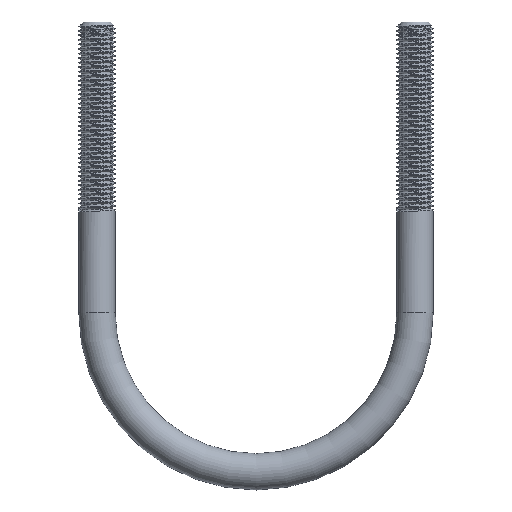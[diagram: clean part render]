
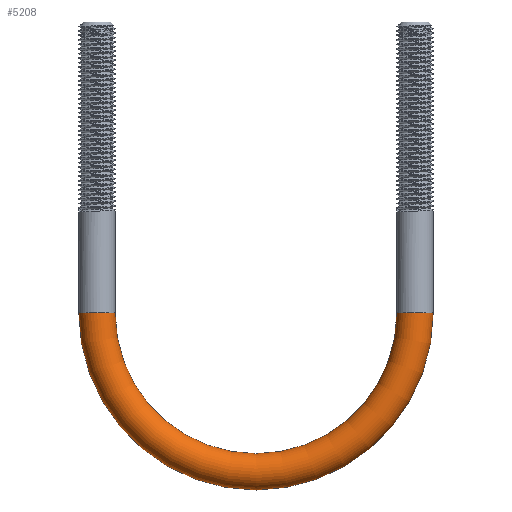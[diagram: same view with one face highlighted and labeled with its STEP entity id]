
A CAD part, front view. The second image highlights one B-rep face of the part: STEP entity #5208.
In plain terms, the highlighted toroidal (fillet/blend) face has major radius 35 mm and minor radius 4 mm.
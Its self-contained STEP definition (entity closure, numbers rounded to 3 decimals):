
#614 = AXIS2_PLACEMENT_3D ( 'NONE', #9759, #15421, #15329 ) ;
#894 = CARTESIAN_POINT ( 'NONE',  ( -12.5, 0., -135.642 ) ) ;
#943 = EDGE_CURVE ( 'NONE', #7602, #6224, #1495, .T. ) ;
#1495 = CIRCLE ( 'NONE', #3910, 4. ) ;
#1746 = ORIENTED_EDGE ( 'NONE', *, *, #18023, .F. ) ;
#2036 = CIRCLE ( 'NONE', #3506, 31. ) ;
#2262 = EDGE_CURVE ( 'NONE', #2898, #17633, #12374, .T. ) ;
#2898 = VERTEX_POINT ( 'NONE', #6791 ) ;
#3342 = CARTESIAN_POINT ( 'NONE',  ( 57.5, 0., -135.642 ) ) ;
#3506 = AXIS2_PLACEMENT_3D ( 'NONE', #9735, #12383, #6632 ) ;
#3910 = AXIS2_PLACEMENT_3D ( 'NONE', #8556, #18660, #17414 ) ;
#4000 = CARTESIAN_POINT ( 'NONE',  ( 18.5, 0., -135.642 ) ) ;
#4167 = DIRECTION ( 'NONE',  ( 0., 0., 1. ) ) ;
#5208 = ADVANCED_FACE ( 'NONE', ( #12121 ), #9057, .T. ) ;
#5975 = CIRCLE ( 'NONE', #14402, 39. ) ;
#6224 = VERTEX_POINT ( 'NONE', #8885 ) ;
#6632 = DIRECTION ( 'NONE',  ( 0., 0., 1. ) ) ;
#6791 = CARTESIAN_POINT ( 'NONE',  ( 49.5, 0., -135.642 ) ) ;
#7081 = DIRECTION ( 'NONE',  ( 1., 0., 0. ) ) ;
#7602 = VERTEX_POINT ( 'NONE', #894 ) ;
#8556 = CARTESIAN_POINT ( 'NONE',  ( -16.5, 0., -135.642 ) ) ;
#8885 = CARTESIAN_POINT ( 'NONE',  ( -20.5, 0., -135.642 ) ) ;
#9057 = TOROIDAL_SURFACE ( 'NONE', #614, 35., 4. ) ;
#9085 = ORIENTED_EDGE ( 'NONE', *, *, #10029, .T. ) ;
#9735 = CARTESIAN_POINT ( 'NONE',  ( 18.5, 0., -135.642 ) ) ;
#9759 = CARTESIAN_POINT ( 'NONE',  ( 18.5, 0., -135.642 ) ) ;
#9874 = ORIENTED_EDGE ( 'NONE', *, *, #943, .T. ) ;
#10029 = EDGE_CURVE ( 'NONE', #2898, #7602, #2036, .T. ) ;
#10380 = EDGE_LOOP ( 'NONE', ( #1746, #13146, #9085, #9874 ) ) ;
#11443 = DIRECTION ( 'NONE',  ( 0., 1., 0. ) ) ;
#12121 = FACE_OUTER_BOUND ( 'NONE', #10380, .T. ) ;
#12374 = CIRCLE ( 'NONE', #15372, 4. ) ;
#12383 = DIRECTION ( 'NONE',  ( 0., 1., 0. ) ) ;
#13146 = ORIENTED_EDGE ( 'NONE', *, *, #2262, .F. ) ;
#14402 = AXIS2_PLACEMENT_3D ( 'NONE', #4000, #11443, #15596 ) ;
#15329 = DIRECTION ( 'NONE',  ( 0., 0., 1. ) ) ;
#15372 = AXIS2_PLACEMENT_3D ( 'NONE', #17089, #4167, #7081 ) ;
#15421 = DIRECTION ( 'NONE',  ( 0., 1., 0. ) ) ;
#15596 = DIRECTION ( 'NONE',  ( 0., 0., 1. ) ) ;
#17089 = CARTESIAN_POINT ( 'NONE',  ( 53.5, 0., -135.642 ) ) ;
#17414 = DIRECTION ( 'NONE',  ( -1., 0., 0. ) ) ;
#17633 = VERTEX_POINT ( 'NONE', #3342 ) ;
#18023 = EDGE_CURVE ( 'NONE', #17633, #6224, #5975, .T. ) ;
#18660 = DIRECTION ( 'NONE',  ( 0., 0., -1. ) ) ;
